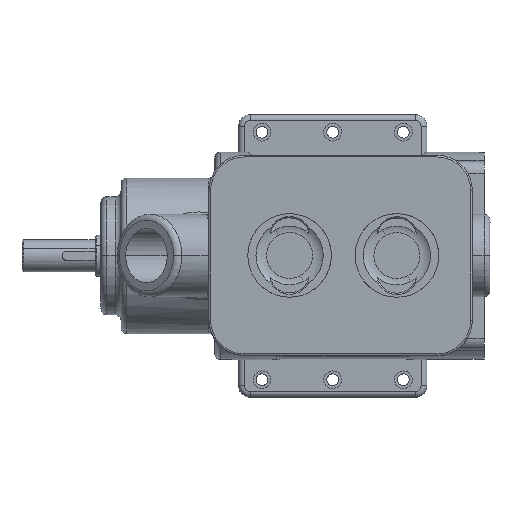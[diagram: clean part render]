
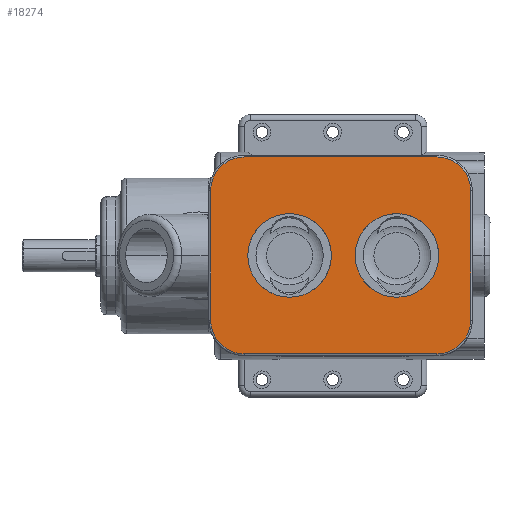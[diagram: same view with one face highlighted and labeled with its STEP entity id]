
A CAD part, top view. The second image highlights one B-rep face of the part: STEP entity #18274.
In plain terms, the highlighted planar face has unit normal (0, 0, 1).
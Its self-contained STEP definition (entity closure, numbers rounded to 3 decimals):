
#17053=CARTESIAN_POINT('Line Origine',(-42.5,-153.5,200.)) ;
#17057=CARTESIAN_POINT('Vertex',(-55.,-153.5,200.)) ;
#17059=CARTESIAN_POINT('Vertex',(55.,-153.5,200.)) ;
#17439=CARTESIAN_POINT('Vertex',(-35.5,-91.,200.)) ;
#17442=CARTESIAN_POINT('Axis2P3D Location',(0.,-91.,200.)) ;
#17446=CARTESIAN_POINT('Vertex',(0.,-126.5,200.)) ;
#17573=CARTESIAN_POINT('Vertex',(0.,-55.5,200.)) ;
#17576=CARTESIAN_POINT('Axis2P3D Location',(0.,-91.,200.)) ;
#17601=CARTESIAN_POINT('Vertex',(-35.5,0.,200.)) ;
#17604=CARTESIAN_POINT('Axis2P3D Location',(0.,0.,200.)) ;
#17608=CARTESIAN_POINT('Vertex',(0.,-35.5,200.)) ;
#17679=CARTESIAN_POINT('Axis2P3D Location',(0.,0.,200.)) ;
#17683=CARTESIAN_POINT('Vertex',(0.,35.5,200.)) ;
#17739=CARTESIAN_POINT('Axis2P3D Location',(0.,-91.,200.)) ;
#17743=CARTESIAN_POINT('Vertex',(35.5,-91.,200.)) ;
#17762=CARTESIAN_POINT('Axis2P3D Location',(0.,-91.,200.)) ;
#17855=CARTESIAN_POINT('Axis2P3D Location',(0.,0.,200.)) ;
#17859=CARTESIAN_POINT('Vertex',(35.5,0.,200.)) ;
#17878=CARTESIAN_POINT('Axis2P3D Location',(0.,0.,200.)) ;
#18188=CARTESIAN_POINT('Axis2P3D Location',(-55.,-125.,200.)) ;
#18192=CARTESIAN_POINT('Vertex',(-83.5,-125.,200.)) ;
#18207=CARTESIAN_POINT('Axis2P3D Location',(0.,0.,200.)) ;
#18212=CARTESIAN_POINT('Axis2P3D Location',(55.,-125.,200.)) ;
#18216=CARTESIAN_POINT('Vertex',(83.5,-125.,200.)) ;
#18219=CARTESIAN_POINT('Line Origine',(83.5,-43.25,200.)) ;
#18223=CARTESIAN_POINT('Vertex',(83.5,38.5,200.)) ;
#18226=CARTESIAN_POINT('Axis2P3D Location',(55.,38.5,200.)) ;
#18230=CARTESIAN_POINT('Vertex',(55.,67.,200.)) ;
#18233=CARTESIAN_POINT('Line Origine',(0.,67.,200.)) ;
#18237=CARTESIAN_POINT('Vertex',(-55.,67.,200.)) ;
#18240=CARTESIAN_POINT('Axis2P3D Location',(-55.,38.5,200.)) ;
#18244=CARTESIAN_POINT('Vertex',(-83.5,38.5,200.)) ;
#18247=CARTESIAN_POINT('Line Origine',(-83.5,-43.25,200.)) ;
#17054=DIRECTION('Vector Direction',(-1.,0.,0.)) ;
#17443=DIRECTION('Axis2P3D Direction',(0.,0.,1.)) ;
#17577=DIRECTION('Axis2P3D Direction',(0.,0.,1.)) ;
#17605=DIRECTION('Axis2P3D Direction',(0.,0.,1.)) ;
#17680=DIRECTION('Axis2P3D Direction',(0.,0.,1.)) ;
#17740=DIRECTION('Axis2P3D Direction',(0.,0.,-1.)) ;
#17763=DIRECTION('Axis2P3D Direction',(0.,0.,-1.)) ;
#17856=DIRECTION('Axis2P3D Direction',(0.,0.,-1.)) ;
#17879=DIRECTION('Axis2P3D Direction',(0.,0.,-1.)) ;
#18189=DIRECTION('Axis2P3D Direction',(-0.,0.,1.)) ;
#18208=DIRECTION('Axis2P3D Direction',(0.,0.,1.)) ;
#18209=DIRECTION('Axis2P3D XDirection',(1.,0.,0.)) ;
#18213=DIRECTION('Axis2P3D Direction',(0.,0.,1.)) ;
#18220=DIRECTION('Vector Direction',(0.,-1.,0.)) ;
#18227=DIRECTION('Axis2P3D Direction',(0.,0.,1.)) ;
#18234=DIRECTION('Vector Direction',(-1.,0.,0.)) ;
#18241=DIRECTION('Axis2P3D Direction',(0.,0.,1.)) ;
#18248=DIRECTION('Vector Direction',(0.,-1.,0.)) ;
#17444=AXIS2_PLACEMENT_3D('Circle Axis2P3D',#17442,#17443,$) ;
#17578=AXIS2_PLACEMENT_3D('Circle Axis2P3D',#17576,#17577,$) ;
#17606=AXIS2_PLACEMENT_3D('Circle Axis2P3D',#17604,#17605,$) ;
#17681=AXIS2_PLACEMENT_3D('Circle Axis2P3D',#17679,#17680,$) ;
#17741=AXIS2_PLACEMENT_3D('Circle Axis2P3D',#17739,#17740,$) ;
#17764=AXIS2_PLACEMENT_3D('Circle Axis2P3D',#17762,#17763,$) ;
#17857=AXIS2_PLACEMENT_3D('Circle Axis2P3D',#17855,#17856,$) ;
#17880=AXIS2_PLACEMENT_3D('Circle Axis2P3D',#17878,#17879,$) ;
#18190=AXIS2_PLACEMENT_3D('Circle Axis2P3D',#18188,#18189,$) ;
#18210=AXIS2_PLACEMENT_3D('Plane Axis2P3D',#18207,#18208,#18209) ;
#18214=AXIS2_PLACEMENT_3D('Circle Axis2P3D',#18212,#18213,$) ;
#18228=AXIS2_PLACEMENT_3D('Circle Axis2P3D',#18226,#18227,$) ;
#18242=AXIS2_PLACEMENT_3D('Circle Axis2P3D',#18240,#18241,$) ;
#18253=ORIENTED_EDGE('',*,*,#18218,.T.) ;
#18254=ORIENTED_EDGE('',*,*,#18225,.T.) ;
#18255=ORIENTED_EDGE('',*,*,#18232,.T.) ;
#18256=ORIENTED_EDGE('',*,*,#18239,.T.) ;
#18257=ORIENTED_EDGE('',*,*,#18246,.F.) ;
#18258=ORIENTED_EDGE('',*,*,#18251,.F.) ;
#18259=ORIENTED_EDGE('',*,*,#18194,.F.) ;
#18260=ORIENTED_EDGE('',*,*,#17061,.T.) ;
#18263=ORIENTED_EDGE('',*,*,#17580,.F.) ;
#18264=ORIENTED_EDGE('',*,*,#17766,.T.) ;
#18265=ORIENTED_EDGE('',*,*,#17745,.T.) ;
#18266=ORIENTED_EDGE('',*,*,#17448,.F.) ;
#18269=ORIENTED_EDGE('',*,*,#17861,.T.) ;
#18270=ORIENTED_EDGE('',*,*,#17610,.F.) ;
#18271=ORIENTED_EDGE('',*,*,#17685,.F.) ;
#18272=ORIENTED_EDGE('',*,*,#17882,.T.) ;
#18267=FACE_BOUND('',#18262,.T.) ;
#18273=FACE_BOUND('',#18268,.T.) ;
#17055=VECTOR('Line Direction',#17054,1.) ;
#18221=VECTOR('Line Direction',#18220,1.) ;
#18235=VECTOR('Line Direction',#18234,1.) ;
#18249=VECTOR('Line Direction',#18248,1.) ;
#18274=ADVANCED_FACE('PartBody',(#18261,#18267,#18273),#18211,.T.) ;
#17445=CIRCLE('generated circle',#17444,35.5) ;
#17579=CIRCLE('generated circle',#17578,35.5) ;
#17607=CIRCLE('generated circle',#17606,35.5) ;
#17682=CIRCLE('generated circle',#17681,35.5) ;
#17742=CIRCLE('generated circle',#17741,35.5) ;
#17765=CIRCLE('generated circle',#17764,35.5) ;
#17858=CIRCLE('generated circle',#17857,35.5) ;
#17881=CIRCLE('generated circle',#17880,35.5) ;
#18191=CIRCLE('generated circle',#18190,28.5) ;
#18215=CIRCLE('generated circle',#18214,28.5) ;
#18229=CIRCLE('generated circle',#18228,28.5) ;
#18243=CIRCLE('generated circle',#18242,28.5) ;
#17061=EDGE_CURVE('',#17058,#17060,#17056,.F.) ;
#17448=EDGE_CURVE('',#17440,#17447,#17445,.T.) ;
#17580=EDGE_CURVE('',#17574,#17440,#17579,.T.) ;
#17610=EDGE_CURVE('',#17602,#17609,#17607,.T.) ;
#17685=EDGE_CURVE('',#17684,#17602,#17682,.T.) ;
#17745=EDGE_CURVE('',#17744,#17447,#17742,.T.) ;
#17766=EDGE_CURVE('',#17574,#17744,#17765,.T.) ;
#17861=EDGE_CURVE('',#17860,#17609,#17858,.T.) ;
#17882=EDGE_CURVE('',#17684,#17860,#17881,.T.) ;
#18194=EDGE_CURVE('',#17058,#18193,#18191,.F.) ;
#18218=EDGE_CURVE('',#17060,#18217,#18215,.T.) ;
#18225=EDGE_CURVE('',#18217,#18224,#18222,.F.) ;
#18232=EDGE_CURVE('',#18224,#18231,#18229,.T.) ;
#18239=EDGE_CURVE('',#18231,#18238,#18236,.T.) ;
#18246=EDGE_CURVE('',#18245,#18238,#18243,.F.) ;
#18251=EDGE_CURVE('',#18193,#18245,#18250,.F.) ;
#18252=EDGE_LOOP('',(#18253,#18254,#18255,#18256,#18257,#18258,#18259,#18260)) ;
#18262=EDGE_LOOP('',(#18263,#18264,#18265,#18266)) ;
#18268=EDGE_LOOP('',(#18269,#18270,#18271,#18272)) ;
#18261=FACE_OUTER_BOUND('',#18252,.T.) ;
#17056=LINE('Line',#17053,#17055) ;
#18222=LINE('Line',#18219,#18221) ;
#18236=LINE('Line',#18233,#18235) ;
#18250=LINE('Line',#18247,#18249) ;
#18211=PLANE('',#18210) ;
#17058=VERTEX_POINT('',#17057) ;
#17060=VERTEX_POINT('',#17059) ;
#17440=VERTEX_POINT('',#17439) ;
#17447=VERTEX_POINT('',#17446) ;
#17574=VERTEX_POINT('',#17573) ;
#17602=VERTEX_POINT('',#17601) ;
#17609=VERTEX_POINT('',#17608) ;
#17684=VERTEX_POINT('',#17683) ;
#17744=VERTEX_POINT('',#17743) ;
#17860=VERTEX_POINT('',#17859) ;
#18193=VERTEX_POINT('',#18192) ;
#18217=VERTEX_POINT('',#18216) ;
#18224=VERTEX_POINT('',#18223) ;
#18231=VERTEX_POINT('',#18230) ;
#18238=VERTEX_POINT('',#18237) ;
#18245=VERTEX_POINT('',#18244) ;
